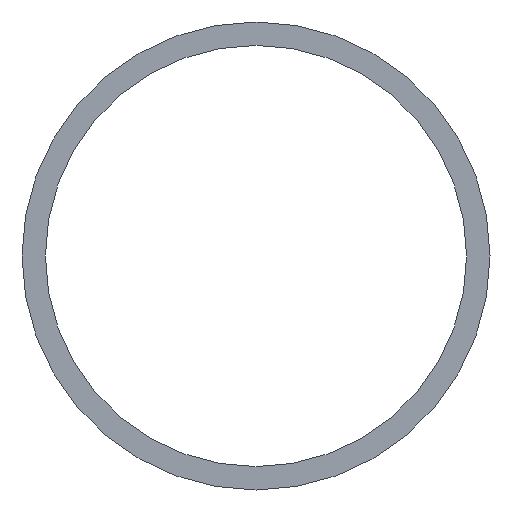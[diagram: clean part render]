
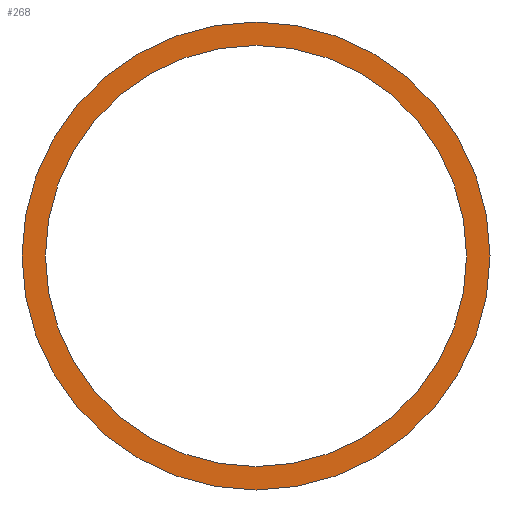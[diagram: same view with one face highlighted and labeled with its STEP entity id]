
A CAD part, left-side view. The second image highlights one B-rep face of the part: STEP entity #268.
In plain terms, the highlighted planar face has unit normal (-1, 0, 0).
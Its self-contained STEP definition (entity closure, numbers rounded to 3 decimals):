
#5 = CARTESIAN_POINT ( 'NONE',  ( 0., 130.5, 0. ) ) ;
#16 = DIRECTION ( 'NONE',  ( 0., 0., -1. ) ) ;
#31 = CIRCLE ( 'NONE', #71, 130.5 ) ;
#71 = AXIS2_PLACEMENT_3D ( 'NONE', #156, #221, #261 ) ;
#74 = FACE_OUTER_BOUND ( 'NONE', #180, .T. ) ;
#78 = DIRECTION ( 'NONE',  ( -1., 0., 0. ) ) ;
#90 = CARTESIAN_POINT ( 'NONE',  ( 0., 0., 0. ) ) ;
#92 = EDGE_CURVE ( 'NONE', #129, #129, #31, .T. ) ;
#93 = ORIENTED_EDGE ( 'NONE', *, *, #92, .T. ) ;
#119 = EDGE_CURVE ( 'NONE', #233, #233, #121, .T. ) ;
#121 = CIRCLE ( 'NONE', #164, 145. ) ;
#129 = VERTEX_POINT ( 'NONE', #208 ) ;
#144 = CARTESIAN_POINT ( 'NONE',  ( 0., 0., -145. ) ) ;
#156 = CARTESIAN_POINT ( 'NONE',  ( 0., 0., 0. ) ) ;
#162 = PLANE ( 'NONE',  #191 ) ;
#164 = AXIS2_PLACEMENT_3D ( 'NONE', #90, #264, #16 ) ;
#169 = DIRECTION ( 'NONE',  ( 0., 0., 1. ) ) ;
#180 = EDGE_LOOP ( 'NONE', ( #250 ) ) ;
#181 = FACE_BOUND ( 'NONE', #247, .T. ) ;
#191 = AXIS2_PLACEMENT_3D ( 'NONE', #5, #78, #169 ) ;
#208 = CARTESIAN_POINT ( 'NONE',  ( 0., 0., -130.5 ) ) ;
#221 = DIRECTION ( 'NONE',  ( 1., 0., 0. ) ) ;
#233 = VERTEX_POINT ( 'NONE', #144 ) ;
#247 = EDGE_LOOP ( 'NONE', ( #93 ) ) ;
#250 = ORIENTED_EDGE ( 'NONE', *, *, #119, .F. ) ;
#261 = DIRECTION ( 'NONE',  ( 0., 0., -1. ) ) ;
#264 = DIRECTION ( 'NONE',  ( 1., 0., 0. ) ) ;
#268 = ADVANCED_FACE ( 'NONE', ( #181, #74 ), #162, .T. ) ;
